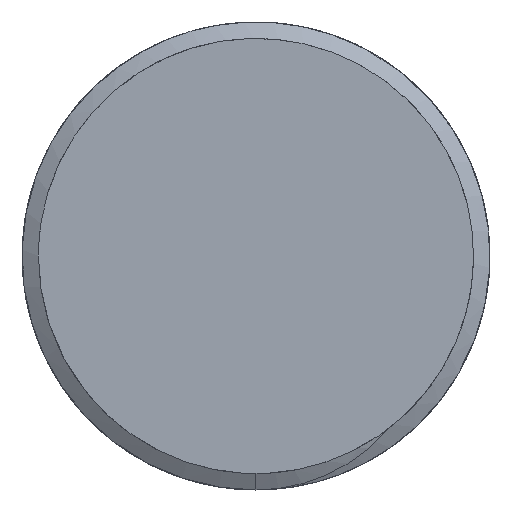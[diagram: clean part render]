
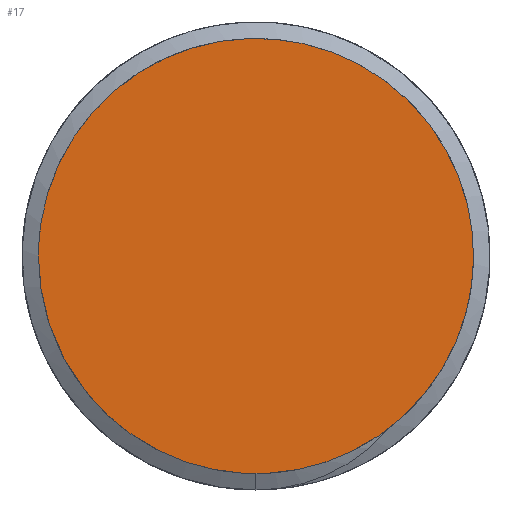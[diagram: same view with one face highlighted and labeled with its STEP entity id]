
A CAD part, left-side view. The second image highlights one B-rep face of the part: STEP entity #17.
In plain terms, the highlighted free-form (B-spline) face has degree [1, 1] with [2, 2] control points.
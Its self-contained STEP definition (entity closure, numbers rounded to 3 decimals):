
#17 = ADVANCED_FACE('',(#18),#36,.T.);
#18 = FACE_BOUND('',#19,.T.);
#19 = EDGE_LOOP('',(#20));
#20 = ORIENTED_EDGE('',*,*,#21,.T.);
#21 = EDGE_CURVE('',#22,#22,#24,.T.);
#22 = VERTEX_POINT('',#23);
#23 = CARTESIAN_POINT('',(0.,13.9,0.));
#24 = SURFACE_CURVE('',#25,(#35,#69),.PCURVE_S1.);
#25 = ( BOUNDED_CURVE() B_SPLINE_CURVE(2,(#26,#27,#28,#29,#30,#31,#32,
#33,#34),.UNSPECIFIED.,.T.,.F.) B_SPLINE_CURVE_WITH_KNOTS((1,2,2,2,2,2,1
),(-0.25,0.,0.25,0.5,0.75,1.,1.25),.UNSPECIFIED.) CURVE() 
GEOMETRIC_REPRESENTATION_ITEM() RATIONAL_B_SPLINE_CURVE((1.,
    0.707,1.,0.707,1.,0.707,1.,0.707
,1.)) REPRESENTATION_ITEM('') );
#26 = CARTESIAN_POINT('',(0.,13.9,0.));
#27 = CARTESIAN_POINT('',(0.,13.9,-13.9));
#28 = CARTESIAN_POINT('',(0.,0.,-13.9));
#29 = CARTESIAN_POINT('',(0.,-13.9,-13.9));
#30 = CARTESIAN_POINT('',(0.,-13.9,0.));
#31 = CARTESIAN_POINT('',(0.,-13.9,13.9));
#32 = CARTESIAN_POINT('',(0.,0.,13.9));
#33 = CARTESIAN_POINT('',(0.,13.9,13.9));
#34 = CARTESIAN_POINT('',(0.,13.9,0.));
#35 = PCURVE('',#36,#41);
#36 = B_SPLINE_SURFACE_WITH_KNOTS('',1,1,(
    (#37,#38)
    ,(#39,#40)),.UNSPECIFIED.,.F.,.F.,.F.,(2,2),(2,2),(-1.,2.),(-1.,2.),
  .PIECEWISE_BEZIER_KNOTS.);
#37 = CARTESIAN_POINT('',(0.,-41.7,41.7));
#38 = CARTESIAN_POINT('',(0.,-41.7,-41.7));
#39 = CARTESIAN_POINT('',(0.,41.7,41.7));
#40 = CARTESIAN_POINT('',(0.,41.7,-41.7));
#41 = DEFINITIONAL_REPRESENTATION('',(#42),#68);
#42 = B_SPLINE_CURVE_WITH_KNOTS('',3,(#43,#44,#45,#46,#47,#48,#49,#50,
    #51,#52,#53,#54,#55,#56,#57,#58,#59,#60,#61,#62,#63,#64,#65,#66,#67)
  ,.UNSPECIFIED.,.T.,.F.,(4,1,1,1,1,1,1,1,1,1,1,1,1,1,1,1,1,1,1,1,1,1,4)
  ,(0.,0.045,0.091,0.136,
    0.182,0.227,0.273,0.318,
    0.364,0.409,0.455,0.5,0.545,
    0.591,0.636,0.682,0.727,
    0.773,0.818,0.864,0.909,
    0.955,1.),.QUASI_UNIFORM_KNOTS.);
#43 = CARTESIAN_POINT('',(1.,0.5));
#44 = CARTESIAN_POINT('',(1.001,0.543));
#45 = CARTESIAN_POINT('',(0.988,0.633));
#46 = CARTESIAN_POINT('',(0.93,0.769));
#47 = CARTESIAN_POINT('',(0.831,0.885));
#48 = CARTESIAN_POINT('',(0.702,0.965));
#49 = CARTESIAN_POINT('',(0.564,1.002));
#50 = CARTESIAN_POINT('',(0.436,1.002));
#51 = CARTESIAN_POINT('',(0.298,0.965));
#52 = CARTESIAN_POINT('',(0.169,0.885));
#53 = CARTESIAN_POINT('',(0.07,0.769));
#54 = CARTESIAN_POINT('',(0.011,0.633));
#55 = CARTESIAN_POINT('',(-0.006,0.5));
#56 = CARTESIAN_POINT('',(0.011,0.367));
#57 = CARTESIAN_POINT('',(0.07,0.231));
#58 = CARTESIAN_POINT('',(0.169,0.115));
#59 = CARTESIAN_POINT('',(0.298,0.035));
#60 = CARTESIAN_POINT('',(0.436,-0.002));
#61 = CARTESIAN_POINT('',(0.564,-0.002));
#62 = CARTESIAN_POINT('',(0.702,0.035));
#63 = CARTESIAN_POINT('',(0.831,0.115));
#64 = CARTESIAN_POINT('',(0.93,0.231));
#65 = CARTESIAN_POINT('',(0.988,0.367));
#66 = CARTESIAN_POINT('',(1.001,0.457));
#67 = CARTESIAN_POINT('',(1.,0.5));
#68 = ( GEOMETRIC_REPRESENTATION_CONTEXT(2) 
PARAMETRIC_REPRESENTATION_CONTEXT() REPRESENTATION_CONTEXT('2D SPACE',''
  ) );
#69 = PCURVE('',#70,#89);
#70 = ( BOUNDED_SURFACE() B_SPLINE_SURFACE(2,1,(
    (#71,#72)
    ,(#73,#74)
    ,(#75,#76)
    ,(#77,#78)
    ,(#79,#80)
    ,(#81,#82)
    ,(#83,#84)
    ,(#85,#86)
,(#87,#88
    )),.UNSPECIFIED.,.T.,.F.,.F.) B_SPLINE_SURFACE_WITH_KNOTS((1,2,2,2,2
    ,2,1),(2,2),(-0.25,0.,0.25,0.5,0.75,1.,1.25),(0.,1.),.UNSPECIFIED.) 
GEOMETRIC_REPRESENTATION_ITEM() RATIONAL_B_SPLINE_SURFACE((
    (1.,1.)
    ,(0.707,0.707)
    ,(1.,1.)
    ,(0.707,0.707)
    ,(1.,1.)
    ,(0.707,0.707)
    ,(1.,1.)
    ,(0.707,0.707)
,(1.,1.))) REPRESENTATION_ITEM('') SURFACE() );
#71 = CARTESIAN_POINT('',(54.,13.9,0.));
#72 = CARTESIAN_POINT('',(0.,13.9,0.));
#73 = CARTESIAN_POINT('',(54.,13.9,-13.9));
#74 = CARTESIAN_POINT('',(0.,13.9,-13.9));
#75 = CARTESIAN_POINT('',(54.,0.,-13.9));
#76 = CARTESIAN_POINT('',(0.,0.,-13.9));
#77 = CARTESIAN_POINT('',(54.,-13.9,-13.9));
#78 = CARTESIAN_POINT('',(0.,-13.9,-13.9));
#79 = CARTESIAN_POINT('',(54.,-13.9,0.));
#80 = CARTESIAN_POINT('',(0.,-13.9,0.));
#81 = CARTESIAN_POINT('',(54.,-13.9,13.9));
#82 = CARTESIAN_POINT('',(0.,-13.9,13.9));
#83 = CARTESIAN_POINT('',(54.,0.,13.9));
#84 = CARTESIAN_POINT('',(0.,0.,13.9));
#85 = CARTESIAN_POINT('',(54.,13.9,13.9));
#86 = CARTESIAN_POINT('',(0.,13.9,13.9));
#87 = CARTESIAN_POINT('',(54.,13.9,0.));
#88 = CARTESIAN_POINT('',(0.,13.9,0.));
#89 = DEFINITIONAL_REPRESENTATION('',(#90),#94);
#90 = LINE('',#91,#92);
#91 = CARTESIAN_POINT('',(0.,1.));
#92 = VECTOR('',#93,1.);
#93 = DIRECTION('',(1.,0.));
#94 = ( GEOMETRIC_REPRESENTATION_CONTEXT(2) 
PARAMETRIC_REPRESENTATION_CONTEXT() REPRESENTATION_CONTEXT('2D SPACE',''
  ) );
